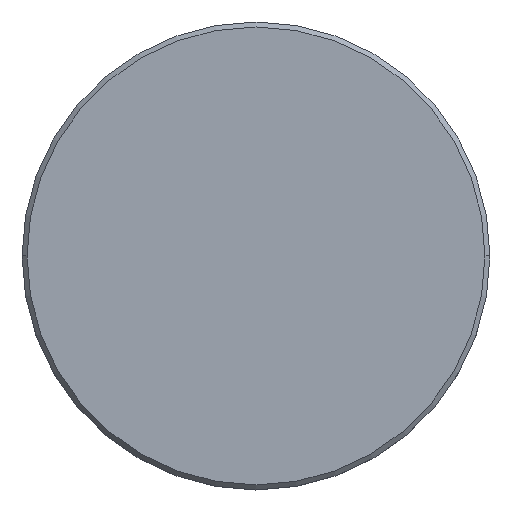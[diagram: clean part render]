
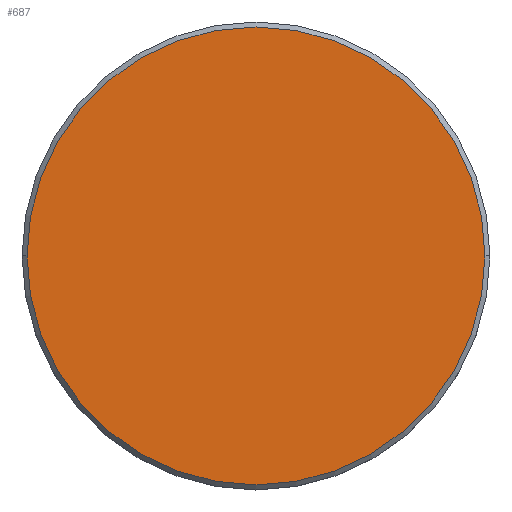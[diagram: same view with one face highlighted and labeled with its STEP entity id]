
A CAD part, top view. The second image highlights one B-rep face of the part: STEP entity #687.
In plain terms, the highlighted planar face has unit normal (0, 0, 1).
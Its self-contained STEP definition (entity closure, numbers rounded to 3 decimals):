
#24 = DIRECTION ( 'NONE',  ( 0., 0., 1. ) ) ;
#34 = CARTESIAN_POINT ( 'NONE',  ( -23., 0., 0. ) ) ;
#69 = CARTESIAN_POINT ( 'NONE',  ( 0., 0., 0. ) ) ;
#183 = EDGE_CURVE ( 'NONE', #621, #555, #449, .T. ) ;
#213 = CARTESIAN_POINT ( 'NONE',  ( 23., 0., 0. ) ) ;
#256 = AXIS2_PLACEMENT_3D ( 'NONE', #69, #713, #805 ) ;
#261 = ORIENTED_EDGE ( 'NONE', *, *, #658, .T. ) ;
#333 = AXIS2_PLACEMENT_3D ( 'NONE', #592, #868, #786 ) ;
#404 = EDGE_LOOP ( 'NONE', ( #261, #822 ) ) ;
#449 = CIRCLE ( 'NONE', #256, 23. ) ;
#499 = DIRECTION ( 'NONE',  ( 1., 0., 0. ) ) ;
#505 = PLANE ( 'NONE',  #333 ) ;
#555 = VERTEX_POINT ( 'NONE', #34 ) ;
#592 = CARTESIAN_POINT ( 'NONE',  ( 0., 0., 0. ) ) ;
#621 = VERTEX_POINT ( 'NONE', #213 ) ;
#658 = EDGE_CURVE ( 'NONE', #555, #621, #762, .T. ) ;
#687 = ADVANCED_FACE ( 'NONE', ( #945 ), #505, .T. ) ;
#713 = DIRECTION ( 'NONE',  ( 0., 0., 1. ) ) ;
#727 = AXIS2_PLACEMENT_3D ( 'NONE', #953, #24, #499 ) ;
#762 = CIRCLE ( 'NONE', #727, 23. ) ;
#786 = DIRECTION ( 'NONE',  ( 1., 0., 0. ) ) ;
#805 = DIRECTION ( 'NONE',  ( 1., 0., 0. ) ) ;
#822 = ORIENTED_EDGE ( 'NONE', *, *, #183, .T. ) ;
#868 = DIRECTION ( 'NONE',  ( 0., 0., 1. ) ) ;
#945 = FACE_OUTER_BOUND ( 'NONE', #404, .T. ) ;
#953 = CARTESIAN_POINT ( 'NONE',  ( 0., 0., 0. ) ) ;
